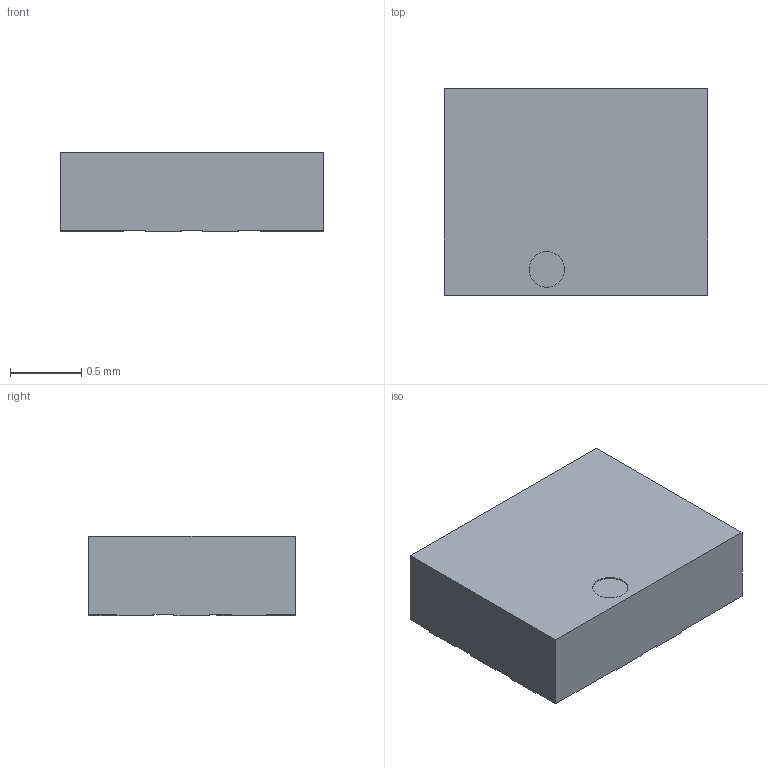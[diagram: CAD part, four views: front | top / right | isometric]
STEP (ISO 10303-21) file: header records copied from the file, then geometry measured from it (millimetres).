
FILE_DESCRIPTION (( 'STEP AP214' ), '1' );
FILE_NAME ('User Library-qfn10_rm0.4-1.STEP', '2018-12-17T19:56:45', ( '' ), ( '' ), 'SwSTEP 2.0', 'SolidWorks 2018', '' );
FILE_SCHEMA (( 'AUTOMOTIVE_DESIGN' ));
Length unit declared in the file: millimetre
Products named in the file (1): User Library-qfn10_rm0.4-1
Bounding box: 1.85 x 1.45 x 0.56 mm (x, y, z)
Volume: 1.5 mm3; surface area: 9.1 mm2
Topology: 1 solids, 1 shells, 50 faces, 141 edges, 94 vertices
Faces by surface type: plane 48, cylinder 2
Entity records: 2173 total; most frequent: CARTESIAN_POINT 286, ORIENTED_EDGE 282, DIRECTION 247, EDGE_CURVE 141, LINE 137, VECTOR 137, VERTEX_POINT 94, AXIS2_PLACEMENT_3D 55
